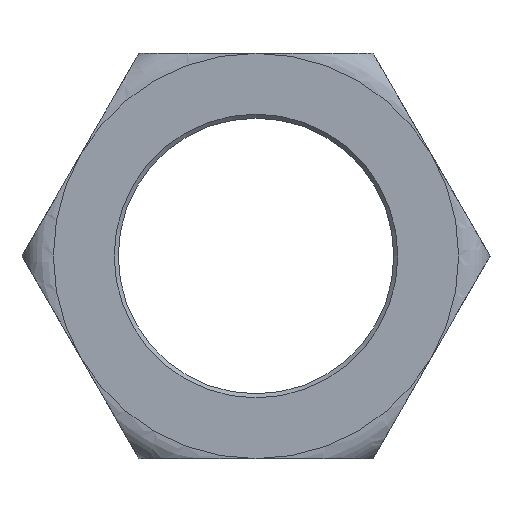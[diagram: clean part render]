
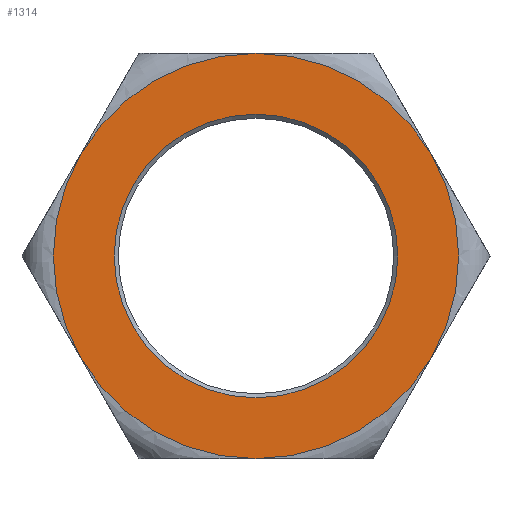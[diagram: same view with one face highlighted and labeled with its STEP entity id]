
A CAD part, front view. The second image highlights one B-rep face of the part: STEP entity #1314.
In plain terms, the highlighted planar face has unit normal (0, -1, 0).
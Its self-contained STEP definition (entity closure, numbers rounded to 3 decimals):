
#6 = CIRCLE ( 'NONE', #779, 100. ) ;
#27 = AXIS2_PLACEMENT_3D ( 'NONE', #901, #420, #1402 ) ;
#43 = AXIS2_PLACEMENT_3D ( 'NONE', #200, #1556, #434 ) ;
#68 = DIRECTION ( 'NONE',  ( 0., 1., 0. ) ) ;
#83 = CARTESIAN_POINT ( 'NONE',  ( 0., -56., -100. ) ) ;
#85 = DIRECTION ( 'NONE',  ( 1., 0., 0. ) ) ;
#106 = ORIENTED_EDGE ( 'NONE', *, *, #1563, .F. ) ;
#133 = EDGE_CURVE ( 'NONE', #721, #1336, #1118, .T. ) ;
#135 = DIRECTION ( 'NONE',  ( 1., 0., 0. ) ) ;
#149 = CARTESIAN_POINT ( 'NONE',  ( 86.603, -56., -50. ) ) ;
#156 = FACE_OUTER_BOUND ( 'NONE', #1463, .T. ) ;
#163 = VERTEX_POINT ( 'NONE', #1270 ) ;
#174 = CARTESIAN_POINT ( 'NONE',  ( 86.603, -56., 50. ) ) ;
#187 = CARTESIAN_POINT ( 'NONE',  ( 0., -56., 100. ) ) ;
#196 = VECTOR ( 'NONE', #523, 1000. ) ;
#200 = CARTESIAN_POINT ( 'NONE',  ( 0., -56., 0. ) ) ;
#208 = ORIENTED_EDGE ( 'NONE', *, *, #1057, .T. ) ;
#224 = EDGE_CURVE ( 'NONE', #1336, #1547, #633, .T. ) ;
#225 = CARTESIAN_POINT ( 'NONE',  ( 57.735, -56., -100. ) ) ;
#233 = VERTEX_POINT ( 'NONE', #149 ) ;
#279 = ORIENTED_EDGE ( 'NONE', *, *, #807, .F. ) ;
#289 = CIRCLE ( 'NONE', #1509, 70. ) ;
#294 = CARTESIAN_POINT ( 'NONE',  ( 57.735, -56., 100. ) ) ;
#296 = DIRECTION ( 'NONE',  ( 0., 1., 0. ) ) ;
#301 = DIRECTION ( 'NONE',  ( 0., 1., 0. ) ) ;
#302 = VERTEX_POINT ( 'NONE', #174 ) ;
#315 = CARTESIAN_POINT ( 'NONE',  ( 0., -56., -100. ) ) ;
#330 = CARTESIAN_POINT ( 'NONE',  ( 0., -56., 0. ) ) ;
#348 = ORIENTED_EDGE ( 'NONE', *, *, #1424, .F. ) ;
#362 = VERTEX_POINT ( 'NONE', #83 ) ;
#377 = CIRCLE ( 'NONE', #43, 100. ) ;
#411 = CARTESIAN_POINT ( 'NONE',  ( 0., -56., 70. ) ) ;
#420 = DIRECTION ( 'NONE',  ( 0., 1., 0. ) ) ;
#434 = DIRECTION ( 'NONE',  ( 1., 0., 0. ) ) ;
#437 = DIRECTION ( 'NONE',  ( 0., 0., 1. ) ) ;
#444 = AXIS2_PLACEMENT_3D ( 'NONE', #884, #1379, #135 ) ;
#458 = CARTESIAN_POINT ( 'NONE',  ( -86.603, -56., 50. ) ) ;
#523 = DIRECTION ( 'NONE',  ( 1., 0., 0. ) ) ;
#554 = CARTESIAN_POINT ( 'NONE',  ( 115.47, -56., 0. ) ) ;
#563 = CARTESIAN_POINT ( 'NONE',  ( 0., -56., 0. ) ) ;
#577 = EDGE_CURVE ( 'NONE', #1400, #1331, #377, .T. ) ;
#597 = DIRECTION ( 'NONE',  ( -1., 0., 0. ) ) ;
#605 = ORIENTED_EDGE ( 'NONE', *, *, #866, .F. ) ;
#633 = LINE ( 'NONE', #902, #196 ) ;
#652 = CIRCLE ( 'NONE', #1447, 100. ) ;
#672 = CARTESIAN_POINT ( 'NONE',  ( -86.603, -56., 50. ) ) ;
#673 = VECTOR ( 'NONE', #883, 1000. ) ;
#677 = DIRECTION ( 'NONE',  ( 1., 0., 0. ) ) ;
#711 = EDGE_LOOP ( 'NONE', ( #208 ) ) ;
#721 = VERTEX_POINT ( 'NONE', #458 ) ;
#737 = ORIENTED_EDGE ( 'NONE', *, *, #133, .F. ) ;
#753 = EDGE_CURVE ( 'NONE', #233, #362, #6, .T. ) ;
#757 = CARTESIAN_POINT ( 'NONE',  ( 0., -56., 100. ) ) ;
#762 = VERTEX_POINT ( 'NONE', #411 ) ;
#779 = AXIS2_PLACEMENT_3D ( 'NONE', #330, #68, #1432 ) ;
#800 = CARTESIAN_POINT ( 'NONE',  ( 0., -56., 0. ) ) ;
#807 = EDGE_CURVE ( 'NONE', #362, #1400, #1573, .T. ) ;
#809 = DIRECTION ( 'NONE',  ( -0.5, 0., -0.866 ) ) ;
#821 = CARTESIAN_POINT ( 'NONE',  ( 0., -56., 0. ) ) ;
#851 = DIRECTION ( 'NONE',  ( 0., 1., 0. ) ) ;
#866 = EDGE_CURVE ( 'NONE', #1331, #1405, #1356, .T. ) ;
#883 = DIRECTION ( 'NONE',  ( 0.5, 0., -0.866 ) ) ;
#884 = CARTESIAN_POINT ( 'NONE',  ( 0., -56., 0. ) ) ;
#889 = VECTOR ( 'NONE', #809, 1000. ) ;
#901 = CARTESIAN_POINT ( 'NONE',  ( 0., -56., 0. ) ) ;
#902 = CARTESIAN_POINT ( 'NONE',  ( -57.735, -56., 100. ) ) ;
#909 = ORIENTED_EDGE ( 'NONE', *, *, #577, .F. ) ;
#922 = DIRECTION ( 'NONE',  ( 0., 1., 0. ) ) ;
#924 = FACE_BOUND ( 'NONE', #711, .T. ) ;
#939 = PLANE ( 'NONE',  #1272 ) ;
#1014 = CIRCLE ( 'NONE', #27, 100. ) ;
#1021 = CARTESIAN_POINT ( 'NONE',  ( 86.603, -56., 50. ) ) ;
#1031 = CARTESIAN_POINT ( 'NONE',  ( -115.47, -56., 0. ) ) ;
#1038 = LINE ( 'NONE', #1031, #1253 ) ;
#1057 = EDGE_CURVE ( 'NONE', #762, #762, #289, .T. ) ;
#1098 = ORIENTED_EDGE ( 'NONE', *, *, #1431, .F. ) ;
#1118 = CIRCLE ( 'NONE', #444, 100. ) ;
#1143 = AXIS2_PLACEMENT_3D ( 'NONE', #821, #851, #85 ) ;
#1159 = LINE ( 'NONE', #294, #673 ) ;
#1162 = VERTEX_POINT ( 'NONE', #1021 ) ;
#1168 = ORIENTED_EDGE ( 'NONE', *, *, #1271, .F. ) ;
#1181 = EDGE_CURVE ( 'NONE', #302, #163, #1014, .T. ) ;
#1220 = VECTOR ( 'NONE', #597, 1000. ) ;
#1229 = ORIENTED_EDGE ( 'NONE', *, *, #753, .F. ) ;
#1253 = VECTOR ( 'NONE', #1290, 1000. ) ;
#1270 = CARTESIAN_POINT ( 'NONE',  ( 86.603, -56., -50. ) ) ;
#1271 = EDGE_CURVE ( 'NONE', #1547, #1162, #652, .T. ) ;
#1272 = AXIS2_PLACEMENT_3D ( 'NONE', #800, #296, #437 ) ;
#1280 = CARTESIAN_POINT ( 'NONE',  ( 0., -56., 0. ) ) ;
#1290 = DIRECTION ( 'NONE',  ( 0.5, 0., 0.866 ) ) ;
#1306 = LINE ( 'NONE', #554, #889 ) ;
#1314 = ADVANCED_FACE ( 'NONE', ( #924, #156 ), #939, .F. ) ;
#1331 = VERTEX_POINT ( 'NONE', #1414 ) ;
#1336 = VERTEX_POINT ( 'NONE', #187 ) ;
#1355 = ORIENTED_EDGE ( 'NONE', *, *, #1181, .F. ) ;
#1356 = CIRCLE ( 'NONE', #1143, 100. ) ;
#1379 = DIRECTION ( 'NONE',  ( 0., 1., 0. ) ) ;
#1400 = VERTEX_POINT ( 'NONE', #315 ) ;
#1402 = DIRECTION ( 'NONE',  ( 1., 0., 0. ) ) ;
#1405 = VERTEX_POINT ( 'NONE', #672 ) ;
#1406 = DIRECTION ( 'NONE',  ( 0., 0., 1. ) ) ;
#1414 = CARTESIAN_POINT ( 'NONE',  ( -86.603, -56., -50. ) ) ;
#1424 = EDGE_CURVE ( 'NONE', #163, #233, #1306, .T. ) ;
#1431 = EDGE_CURVE ( 'NONE', #1405, #721, #1038, .T. ) ;
#1432 = DIRECTION ( 'NONE',  ( 1., 0., 0. ) ) ;
#1447 = AXIS2_PLACEMENT_3D ( 'NONE', #563, #301, #677 ) ;
#1463 = EDGE_LOOP ( 'NONE', ( #1229, #348, #1355, #106, #1168, #1470, #737, #1098, #605, #909, #279 ) ) ;
#1470 = ORIENTED_EDGE ( 'NONE', *, *, #224, .F. ) ;
#1509 = AXIS2_PLACEMENT_3D ( 'NONE', #1280, #922, #1406 ) ;
#1547 = VERTEX_POINT ( 'NONE', #757 ) ;
#1556 = DIRECTION ( 'NONE',  ( 0., 1., 0. ) ) ;
#1563 = EDGE_CURVE ( 'NONE', #1162, #302, #1159, .T. ) ;
#1573 = LINE ( 'NONE', #225, #1220 ) ;
